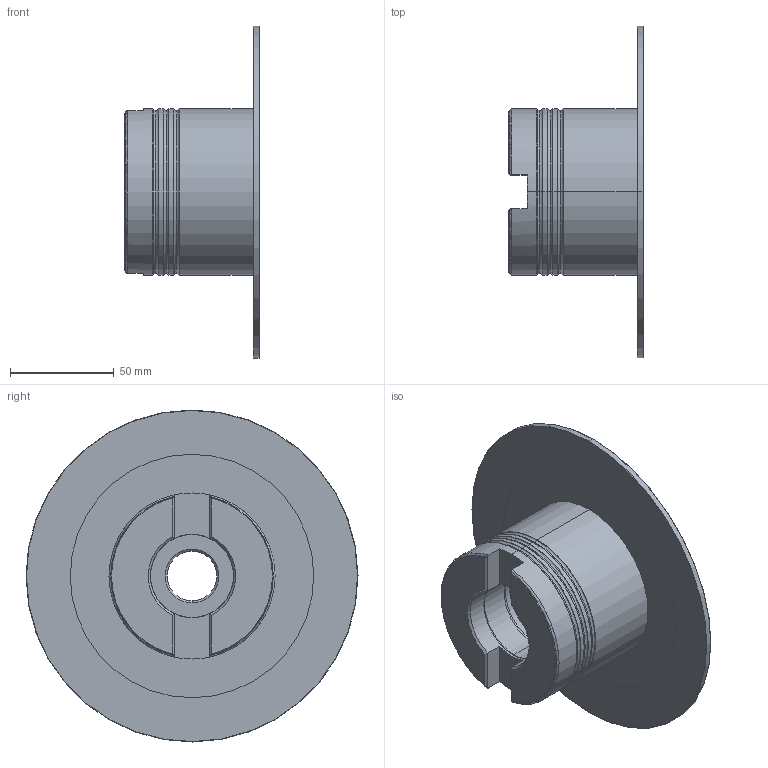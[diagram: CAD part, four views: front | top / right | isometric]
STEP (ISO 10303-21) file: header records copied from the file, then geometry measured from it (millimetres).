
FILE_DESCRIPTION (( 'STEP AP214' ), '1' );
FILE_NAME ('TFA-160-305-S08-15.STEP', '2019-05-23T13:29:29', ( '' ), ( '' ), 'SwSTEP 2.0', 'SolidWorks 2018', '' );
FILE_SCHEMA (( 'AUTOMOTIVE_DESIGN' ));
Length unit declared in the file: millimetre
Products named in the file (3): JSCHF165_1 pk; JSCHF165 pk_Kontrolle; TFA-160-305-S08-15
Assembly tree (2 placements, depth 2):
  TFA-160-305-S08-15
    JSCHF165_1 pk
    JSCHF165 pk_Kontrolle
Bounding box: 65 x 160 x 160 mm (x, y, z)
Volume: 304787.5 mm3; surface area: 69223.8 mm2
Topology: 2 solids, 2 shells, 247 faces, 572 edges, 317 vertices
Faces by surface type: cylinder 116, cone 80, torus 32, plane 19
Entity records: 7446 total; most frequent: DIRECTION 1336, CARTESIAN_POINT 1199, ORIENTED_EDGE 1084, AXIS2_PLACEMENT_3D 562, EDGE_CURVE 542, VERTEX_POINT 317, CIRCLE 310, EDGE_LOOP 299
